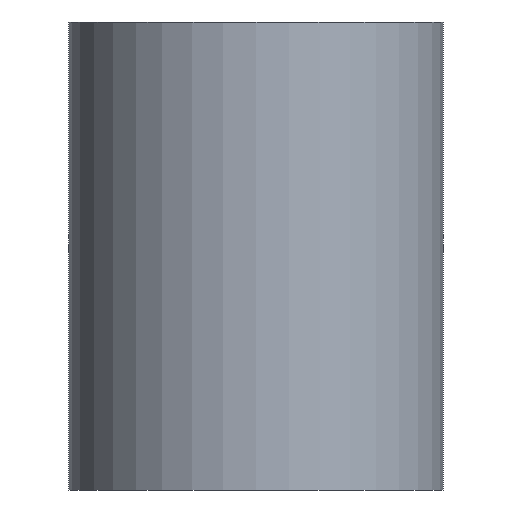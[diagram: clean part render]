
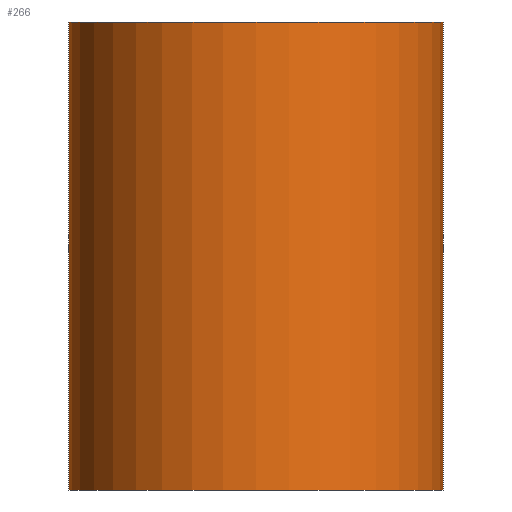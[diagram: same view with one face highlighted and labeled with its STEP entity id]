
A CAD part, front view. The second image highlights one B-rep face of the part: STEP entity #266.
In plain terms, the highlighted cylindrical face has radius 16 mm (diameter 32 mm), a partial arc.
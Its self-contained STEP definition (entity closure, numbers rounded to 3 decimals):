
#15 = VECTOR ( 'NONE', #50, 1000. ) ;
#18 = ORIENTED_EDGE ( 'NONE', *, *, #252, .T. ) ;
#29 = CARTESIAN_POINT ( 'NONE',  ( -16., 0., 0. ) ) ;
#31 = CARTESIAN_POINT ( 'NONE',  ( -16., 0., 40. ) ) ;
#48 = VECTOR ( 'NONE', #158, 1000. ) ;
#50 = DIRECTION ( 'NONE',  ( 0., 0., 1. ) ) ;
#59 = LINE ( 'NONE', #31, #48 ) ;
#69 = CARTESIAN_POINT ( 'NONE',  ( 0., 0., 40. ) ) ;
#77 = DIRECTION ( 'NONE',  ( 0., 0., 1. ) ) ;
#78 = CARTESIAN_POINT ( 'NONE',  ( 0., 0., 40. ) ) ;
#96 = EDGE_CURVE ( 'NONE', #136, #225, #178, .T. ) ;
#114 = CYLINDRICAL_SURFACE ( 'NONE', #302, 16. ) ;
#117 = ORIENTED_EDGE ( 'NONE', *, *, #285, .F. ) ;
#119 = ORIENTED_EDGE ( 'NONE', *, *, #174, .F. ) ;
#132 = FACE_OUTER_BOUND ( 'NONE', #238, .T. ) ;
#133 = CARTESIAN_POINT ( 'NONE',  ( 16., 0., 40. ) ) ;
#136 = VERTEX_POINT ( 'NONE', #223 ) ;
#146 = DIRECTION ( 'NONE',  ( 1., 0., 0. ) ) ;
#152 = DIRECTION ( 'NONE',  ( 1., 0., 0. ) ) ;
#158 = DIRECTION ( 'NONE',  ( 0., 0., 1. ) ) ;
#170 = CIRCLE ( 'NONE', #242, 16. ) ;
#174 = EDGE_CURVE ( 'NONE', #304, #225, #170, .T. ) ;
#175 = DIRECTION ( 'NONE',  ( 0., 0., 1. ) ) ;
#178 = LINE ( 'NONE', #276, #15 ) ;
#205 = DIRECTION ( 'NONE',  ( 0., 0., 1. ) ) ;
#223 = CARTESIAN_POINT ( 'NONE',  ( 16., 0., 0. ) ) ;
#225 = VERTEX_POINT ( 'NONE', #133 ) ;
#226 = DIRECTION ( 'NONE',  ( 1., 0., 0. ) ) ;
#238 = EDGE_LOOP ( 'NONE', ( #117, #18, #265, #119 ) ) ;
#242 = AXIS2_PLACEMENT_3D ( 'NONE', #69, #175, #146 ) ;
#252 = EDGE_CURVE ( 'NONE', #262, #136, #264, .T. ) ;
#262 = VERTEX_POINT ( 'NONE', #29 ) ;
#264 = CIRCLE ( 'NONE', #309, 16. ) ;
#265 = ORIENTED_EDGE ( 'NONE', *, *, #96, .T. ) ;
#266 = ADVANCED_FACE ( 'NONE', ( #132 ), #114, .T. ) ;
#276 = CARTESIAN_POINT ( 'NONE',  ( 16., 0., 40. ) ) ;
#285 = EDGE_CURVE ( 'NONE', #262, #304, #59, .T. ) ;
#287 = CARTESIAN_POINT ( 'NONE',  ( -16., 0., 40. ) ) ;
#301 = CARTESIAN_POINT ( 'NONE',  ( 0., 0., 0. ) ) ;
#302 = AXIS2_PLACEMENT_3D ( 'NONE', #78, #205, #226 ) ;
#304 = VERTEX_POINT ( 'NONE', #287 ) ;
#309 = AXIS2_PLACEMENT_3D ( 'NONE', #301, #77, #152 ) ;
